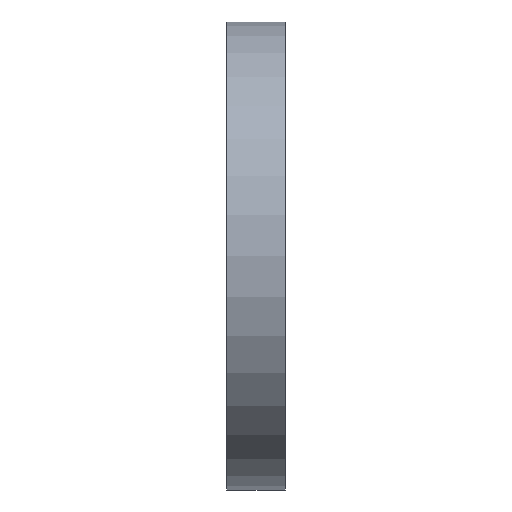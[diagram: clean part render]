
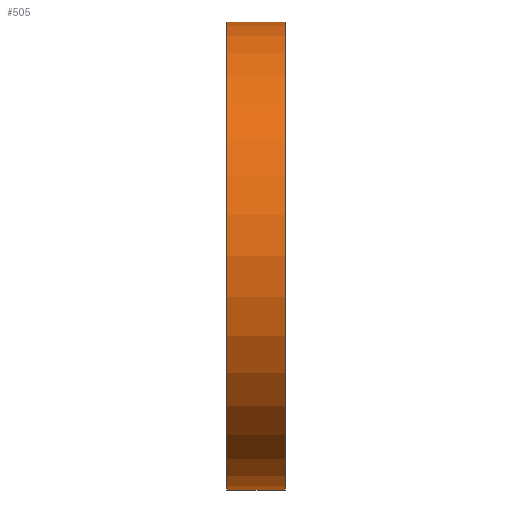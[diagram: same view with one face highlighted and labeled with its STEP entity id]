
A CAD part, left-side view. The second image highlights one B-rep face of the part: STEP entity #505.
In plain terms, the highlighted cylindrical face has radius 12 mm (diameter 24 mm), a partial arc.
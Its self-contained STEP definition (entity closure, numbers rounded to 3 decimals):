
#82 = CARTESIAN_POINT ( 'NONE',  ( 0., 1.5, 12. ) ) ;
#203 = DIRECTION ( 'NONE',  ( 0., -1., 0. ) ) ;
#230 = CARTESIAN_POINT ( 'NONE',  ( 0., 1.5, 0. ) ) ;
#251 = CYLINDRICAL_SURFACE ( 'NONE', #986, 12. ) ;
#258 = FACE_OUTER_BOUND ( 'NONE', #593, .T. ) ;
#285 = DIRECTION ( 'NONE',  ( 0., 0., -1. ) ) ;
#398 = ORIENTED_EDGE ( 'NONE', *, *, #1341, .F. ) ;
#401 = ORIENTED_EDGE ( 'NONE', *, *, #1349, .F. ) ;
#402 = ORIENTED_EDGE ( 'NONE', *, *, #1350, .T. ) ;
#404 = ORIENTED_EDGE ( 'NONE', *, *, #1356, .T. ) ;
#405 = VERTEX_POINT ( 'NONE', #1111 ) ;
#505 = ADVANCED_FACE ( 'NONE', ( #258 ), #251, .T. ) ;
#593 = EDGE_LOOP ( 'NONE', ( #398, #401, #402, #404 ) ) ;
#595 = VERTEX_POINT ( 'NONE', #617 ) ;
#610 = VERTEX_POINT ( 'NONE', #640 ) ;
#617 = CARTESIAN_POINT ( 'NONE',  ( 0., -1.5, 12. ) ) ;
#640 = CARTESIAN_POINT ( 'NONE',  ( 0., 1.5, -12. ) ) ;
#856 = AXIS2_PLACEMENT_3D ( 'NONE', #1225, #1223, #1221 ) ;
#859 = AXIS2_PLACEMENT_3D ( 'NONE', #1305, #1295, #1285 ) ;
#986 = AXIS2_PLACEMENT_3D ( 'NONE', #230, #203, #285 ) ;
#1111 = CARTESIAN_POINT ( 'NONE',  ( 0., -1.5, -12. ) ) ;
#1116 = LINE ( 'NONE', #1408, #1133 ) ;
#1121 = CIRCLE ( 'NONE', #856, 12. ) ;
#1133 = VECTOR ( 'NONE', #1423, 1000. ) ;
#1221 = DIRECTION ( 'NONE',  ( 0., 0., 1. ) ) ;
#1223 = DIRECTION ( 'NONE',  ( 0., 1., 0. ) ) ;
#1225 = CARTESIAN_POINT ( 'NONE',  ( 0., -1.5, 0. ) ) ;
#1247 = CIRCLE ( 'NONE', #859, 12. ) ;
#1254 = LINE ( 'NONE', #1329, #1409 ) ;
#1265 = VERTEX_POINT ( 'NONE', #82 ) ;
#1285 = DIRECTION ( 'NONE',  ( 0., 0., 1. ) ) ;
#1295 = DIRECTION ( 'NONE',  ( 0., 1., 0. ) ) ;
#1305 = CARTESIAN_POINT ( 'NONE',  ( 0., 1.5, 0. ) ) ;
#1329 = CARTESIAN_POINT ( 'NONE',  ( 0., 1.5, -12. ) ) ;
#1341 = EDGE_CURVE ( 'NONE', #1265, #595, #1116, .T. ) ;
#1349 = EDGE_CURVE ( 'NONE', #610, #1265, #1247, .T. ) ;
#1350 = EDGE_CURVE ( 'NONE', #610, #405, #1254, .T. ) ;
#1351 = DIRECTION ( 'NONE',  ( 0., -1., 0. ) ) ;
#1356 = EDGE_CURVE ( 'NONE', #405, #595, #1121, .T. ) ;
#1408 = CARTESIAN_POINT ( 'NONE',  ( 0., 1.5, 12. ) ) ;
#1409 = VECTOR ( 'NONE', #1351, 1000. ) ;
#1423 = DIRECTION ( 'NONE',  ( 0., -1., 0. ) ) ;
